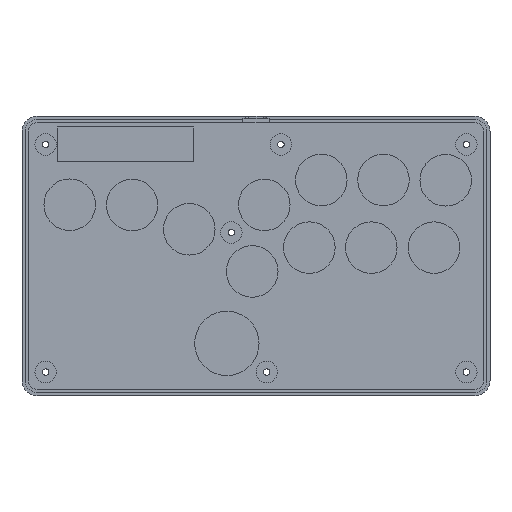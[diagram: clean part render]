
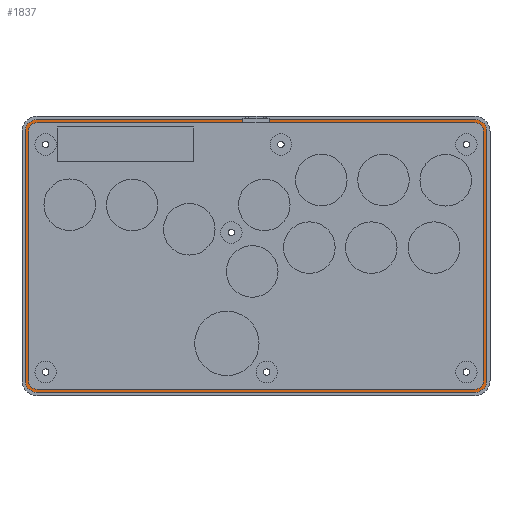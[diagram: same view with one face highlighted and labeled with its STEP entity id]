
A CAD part, top view. The second image highlights one B-rep face of the part: STEP entity #1837.
In plain terms, the highlighted planar face has unit normal (0, 0, 1).
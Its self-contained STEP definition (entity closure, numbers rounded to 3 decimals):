
#95=PLANE('',#2037);
#190=FACE_OUTER_BOUND('',#319,.T.);
#319=EDGE_LOOP('',(#1495,#1496,#1497,#1498,#1499,#1500,#1501,#1502,#1503,
#1504,#1505,#1506,#1507,#1508,#1509,#1510,#1511,#1512,#1513,#1514));
#440=LINE('',#2977,#580);
#441=LINE('',#2981,#581);
#446=LINE('',#2995,#586);
#450=LINE('',#3007,#590);
#454=LINE('',#3019,#594);
#475=LINE('',#3071,#615);
#476=LINE('',#3073,#616);
#477=LINE('',#3077,#617);
#478=LINE('',#3081,#618);
#479=LINE('',#3085,#619);
#480=LINE('',#3089,#620);
#481=LINE('',#3090,#621);
#580=VECTOR('',#2415,10.);
#581=VECTOR('',#2418,10.);
#586=VECTOR('',#2431,10.);
#590=VECTOR('',#2443,10.);
#594=VECTOR('',#2455,10.);
#615=VECTOR('',#2512,10.);
#616=VECTOR('',#2513,10.);
#617=VECTOR('',#2516,10.);
#618=VECTOR('',#2519,10.);
#619=VECTOR('',#2522,10.);
#620=VECTOR('',#2525,10.);
#621=VECTOR('',#2526,10.);
#738=CIRCLE('',#2009,5.5);
#740=CIRCLE('',#2013,5.5);
#742=CIRCLE('',#2017,5.5);
#744=CIRCLE('',#2021,5.5);
#750=CIRCLE('',#2038,4.);
#751=CIRCLE('',#2039,4.);
#752=CIRCLE('',#2040,4.);
#753=CIRCLE('',#2041,4.);
#861=VERTEX_POINT('',#2970);
#864=VERTEX_POINT('',#2975);
#865=VERTEX_POINT('',#2979);
#866=VERTEX_POINT('',#2980);
#869=VERTEX_POINT('',#2988);
#871=VERTEX_POINT('',#2994);
#873=VERTEX_POINT('',#3000);
#875=VERTEX_POINT('',#3006);
#877=VERTEX_POINT('',#3012);
#879=VERTEX_POINT('',#3018);
#892=VERTEX_POINT('',#3070);
#893=VERTEX_POINT('',#3072);
#894=VERTEX_POINT('',#3074);
#895=VERTEX_POINT('',#3076);
#896=VERTEX_POINT('',#3078);
#897=VERTEX_POINT('',#3080);
#898=VERTEX_POINT('',#3082);
#899=VERTEX_POINT('',#3084);
#900=VERTEX_POINT('',#3086);
#901=VERTEX_POINT('',#3088);
#1064=EDGE_CURVE('',#861,#864,#440,.F.);
#1065=EDGE_CURVE('',#865,#866,#441,.F.);
#1069=EDGE_CURVE('',#869,#865,#738,.F.);
#1072=EDGE_CURVE('',#871,#869,#446,.F.);
#1075=EDGE_CURVE('',#873,#871,#740,.F.);
#1078=EDGE_CURVE('',#875,#873,#450,.F.);
#1081=EDGE_CURVE('',#877,#875,#742,.F.);
#1084=EDGE_CURVE('',#879,#877,#454,.F.);
#1087=EDGE_CURVE('',#864,#879,#744,.F.);
#1111=EDGE_CURVE('',#866,#892,#475,.T.);
#1112=EDGE_CURVE('',#892,#893,#476,.T.);
#1113=EDGE_CURVE('',#893,#894,#750,.T.);
#1114=EDGE_CURVE('',#894,#895,#477,.T.);
#1115=EDGE_CURVE('',#895,#896,#751,.T.);
#1116=EDGE_CURVE('',#896,#897,#478,.T.);
#1117=EDGE_CURVE('',#897,#898,#752,.T.);
#1118=EDGE_CURVE('',#898,#899,#479,.T.);
#1119=EDGE_CURVE('',#899,#900,#753,.T.);
#1120=EDGE_CURVE('',#900,#901,#480,.T.);
#1121=EDGE_CURVE('',#901,#861,#481,.T.);
#1495=ORIENTED_EDGE('',*,*,#1065,.T.);
#1496=ORIENTED_EDGE('',*,*,#1111,.T.);
#1497=ORIENTED_EDGE('',*,*,#1112,.T.);
#1498=ORIENTED_EDGE('',*,*,#1113,.T.);
#1499=ORIENTED_EDGE('',*,*,#1114,.T.);
#1500=ORIENTED_EDGE('',*,*,#1115,.T.);
#1501=ORIENTED_EDGE('',*,*,#1116,.T.);
#1502=ORIENTED_EDGE('',*,*,#1117,.T.);
#1503=ORIENTED_EDGE('',*,*,#1118,.T.);
#1504=ORIENTED_EDGE('',*,*,#1119,.T.);
#1505=ORIENTED_EDGE('',*,*,#1120,.T.);
#1506=ORIENTED_EDGE('',*,*,#1121,.T.);
#1507=ORIENTED_EDGE('',*,*,#1064,.T.);
#1508=ORIENTED_EDGE('',*,*,#1087,.T.);
#1509=ORIENTED_EDGE('',*,*,#1084,.T.);
#1510=ORIENTED_EDGE('',*,*,#1081,.T.);
#1511=ORIENTED_EDGE('',*,*,#1078,.T.);
#1512=ORIENTED_EDGE('',*,*,#1075,.T.);
#1513=ORIENTED_EDGE('',*,*,#1072,.T.);
#1514=ORIENTED_EDGE('',*,*,#1069,.T.);
#1837=ADVANCED_FACE('',(#190),#95,.F.);
#2009=AXIS2_PLACEMENT_3D('',#2989,#2424,#2425);
#2013=AXIS2_PLACEMENT_3D('',#3001,#2436,#2437);
#2017=AXIS2_PLACEMENT_3D('',#3013,#2448,#2449);
#2021=AXIS2_PLACEMENT_3D('',#3024,#2460,#2461);
#2037=AXIS2_PLACEMENT_3D('',#3069,#2510,#2511);
#2038=AXIS2_PLACEMENT_3D('',#3075,#2514,#2515);
#2039=AXIS2_PLACEMENT_3D('',#3079,#2517,#2518);
#2040=AXIS2_PLACEMENT_3D('',#3083,#2520,#2521);
#2041=AXIS2_PLACEMENT_3D('',#3087,#2523,#2524);
#2415=DIRECTION('',(1.,0.,0.));
#2418=DIRECTION('',(1.,0.,0.));
#2424=DIRECTION('center_axis',(0.,0.,-1.));
#2425=DIRECTION('ref_axis',(1.,0.,0.));
#2431=DIRECTION('',(0.,-1.,0.));
#2436=DIRECTION('center_axis',(0.,0.,-1.));
#2437=DIRECTION('ref_axis',(0.,-1.,0.));
#2443=DIRECTION('',(-1.,0.,0.));
#2448=DIRECTION('center_axis',(0.,0.,-1.));
#2449=DIRECTION('ref_axis',(-1.,0.,0.));
#2455=DIRECTION('',(0.,1.,0.));
#2460=DIRECTION('center_axis',(0.,0.,-1.));
#2461=DIRECTION('ref_axis',(0.,1.,0.));
#2510=DIRECTION('center_axis',(0.,0.,-1.));
#2511=DIRECTION('ref_axis',(-1.,0.,0.));
#2512=DIRECTION('',(0.,-1.,0.));
#2513=DIRECTION('',(1.,0.,0.));
#2514=DIRECTION('center_axis',(0.,0.,-1.));
#2515=DIRECTION('ref_axis',(1.,0.,0.));
#2516=DIRECTION('',(0.,-1.,0.));
#2517=DIRECTION('center_axis',(0.,0.,-1.));
#2518=DIRECTION('ref_axis',(0.,-1.,0.));
#2519=DIRECTION('',(-1.,0.,0.));
#2520=DIRECTION('center_axis',(0.,0.,-1.));
#2521=DIRECTION('ref_axis',(-1.,0.,0.));
#2522=DIRECTION('',(0.,1.,0.));
#2523=DIRECTION('center_axis',(0.,0.,-1.));
#2524=DIRECTION('ref_axis',(0.,1.,0.));
#2525=DIRECTION('',(1.,0.,0.));
#2526=DIRECTION('',(0.,1.,0.));
#2970=CARTESIAN_POINT('',(-6.1,62.35,3.));
#2975=CARTESIAN_POINT('',(-102.,62.35,3.));
#2977=CARTESIAN_POINT('',(-2.445,62.35,3.));
#2979=CARTESIAN_POINT('',(102.,62.35,3.));
#2980=CARTESIAN_POINT('',(6.1,62.35,3.));
#2981=CARTESIAN_POINT('',(51.,62.35,3.));
#2988=CARTESIAN_POINT('',(107.5,56.85,3.));
#2989=CARTESIAN_POINT('Origin',(102.,56.85,3.));
#2994=CARTESIAN_POINT('',(107.5,-59.25,3.));
#2995=CARTESIAN_POINT('',(107.5,-30.225,3.));
#3000=CARTESIAN_POINT('',(102.,-64.75,3.));
#3001=CARTESIAN_POINT('Origin',(102.,-59.25,3.));
#3006=CARTESIAN_POINT('',(-102.,-64.75,3.));
#3007=CARTESIAN_POINT('',(-51.,-64.75,3.));
#3012=CARTESIAN_POINT('',(-107.5,-59.25,3.));
#3013=CARTESIAN_POINT('Origin',(-102.,-59.25,3.));
#3018=CARTESIAN_POINT('',(-107.5,56.85,3.));
#3019=CARTESIAN_POINT('',(-107.5,27.825,3.));
#3024=CARTESIAN_POINT('Origin',(-102.,56.85,3.));
#3069=CARTESIAN_POINT('Origin',(0.,-1.2,3.));
#3070=CARTESIAN_POINT('',(6.1,60.85,3.));
#3071=CARTESIAN_POINT('',(6.1,30.825,3.));
#3072=CARTESIAN_POINT('',(102.,60.85,3.));
#3073=CARTESIAN_POINT('',(3.05,60.85,3.));
#3074=CARTESIAN_POINT('',(106.,56.85,3.));
#3075=CARTESIAN_POINT('Origin',(102.,56.85,3.));
#3076=CARTESIAN_POINT('',(106.,-59.25,3.));
#3077=CARTESIAN_POINT('',(106.,27.825,3.));
#3078=CARTESIAN_POINT('',(102.,-63.25,3.));
#3079=CARTESIAN_POINT('Origin',(102.,-59.25,3.));
#3080=CARTESIAN_POINT('',(-102.,-63.25,3.));
#3081=CARTESIAN_POINT('',(51.,-63.25,3.));
#3082=CARTESIAN_POINT('',(-106.,-59.25,3.));
#3083=CARTESIAN_POINT('Origin',(-102.,-59.25,3.));
#3084=CARTESIAN_POINT('',(-106.,56.85,3.));
#3085=CARTESIAN_POINT('',(-106.,-30.225,3.));
#3086=CARTESIAN_POINT('',(-102.,60.85,3.));
#3087=CARTESIAN_POINT('Origin',(-102.,56.85,3.));
#3088=CARTESIAN_POINT('',(-6.1,60.85,3.));
#3089=CARTESIAN_POINT('',(-51.,60.85,3.));
#3090=CARTESIAN_POINT('',(-6.1,29.825,3.));
